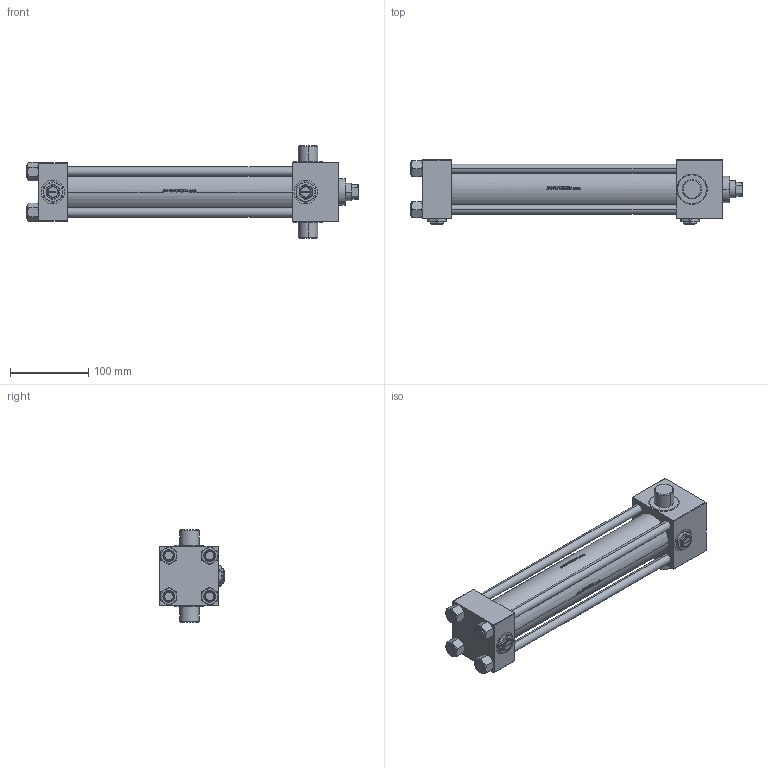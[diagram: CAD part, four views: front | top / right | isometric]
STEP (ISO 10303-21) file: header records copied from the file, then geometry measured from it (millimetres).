
FILE_DESCRIPTION (( 'STEP AP203' ), '1' );
FILE_NAME ('fe86.STEP', '2022-04-16T04:07:51', ( '' ), ( '' ), 'SwSTEP 2.0', 'SolidWorks 2019', '' );
FILE_SCHEMA (( 'CONFIG_CONTROL_DESIGN' ));
Length unit declared in the file: millimetre
Products named in the file (7): V215CR_VCP_K e1e9a4c13eaeb6560c4bde3131b84712; NUT_M5_K e1e9a4c13eaeb6560c4bde3131b84712; V215_VC_A e1e9a4c13eaeb6560c4bde3131b84712; Zatka_pro_OIL_PORT e1e9a4c13eaeb6560c4bde3131b84712; V215CR_K_TYCINKA e1e9a4c13eaeb6560c4bde3131b84712; V215CR_K_Body e1e9a4c13eaeb6560c4bde3131b84712; fe86
Assembly tree (13 placements, depth 2):
  fe86
    V215CR_K_Body e1e9a4c13eaeb6560c4bde3131b84712
    V215CR_VCP_K e1e9a4c13eaeb6560c4bde3131b84712
    V215CR_K_TYCINKA e1e9a4c13eaeb6560c4bde3131b84712  x4
    NUT_M5_K e1e9a4c13eaeb6560c4bde3131b84712  x4
    V215_VC_A e1e9a4c13eaeb6560c4bde3131b84712
    Zatka_pro_OIL_PORT e1e9a4c13eaeb6560c4bde3131b84712  x2
Bounding box: 425 x 82 x 118 mm (x, y, z)
Volume: 992194.8 mm3; surface area: 277367.4 mm2
Topology: 13 solids, 13 shells, 1181 faces, 2954 edges, 1891 vertices
Faces by surface type: plane 479, bspline 380, cone 174, cylinder 136, torus 12
Entity records: 49011 total; most frequent: CARTESIAN_POINT 26275, ORIENTED_EDGE 5208, DIRECTION 3244, EDGE_CURVE 2604, VERTEX_POINT 1689, VECTOR 1316, LINE 1316, EDGE_LOOP 1125
